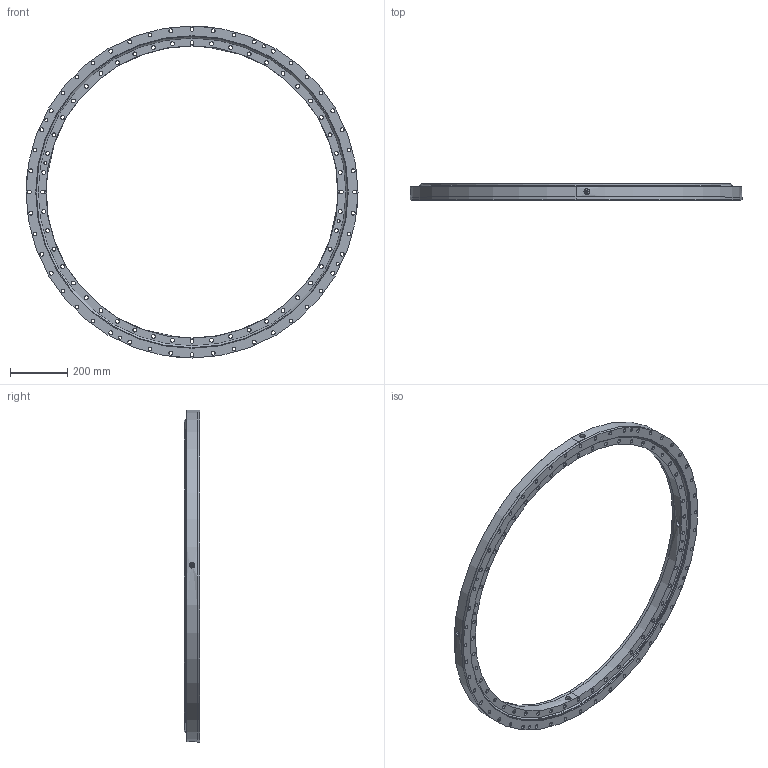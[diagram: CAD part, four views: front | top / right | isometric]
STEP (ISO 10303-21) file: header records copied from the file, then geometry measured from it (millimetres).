
FILE_DESCRIPTION (( 'STEP AP203' ), '1' );
FILE_NAME ('88-1094-00.STEP', '2017-12-29T07:53:25', ( 'defontaine' ), ( 'Hewlett-Packard Company' ), 'SwSTEP 2.0', 'SolidWorks 2016', '' );
FILE_SCHEMA (( 'CONFIG_CONTROL_DESIGN' ));
Length unit declared in the file: millimetre
Products named in the file (1): 88-1094-00
Bounding box: 1164 x 56 x 1164 mm (x, y, z)
Volume: 9464567.1 mm3; surface area: 1603233.1 mm2
Topology: 13 solids, 13 shells, 511 faces, 1286 edges, 831 vertices
Faces by surface type: cylinder 278, plane 104, cone 64, torus 49, sphere 16
Entity records: 17393 total; most frequent: CARTESIAN_POINT 4037, DIRECTION 2982, ORIENTED_EDGE 2572, EDGE_CURVE 1286, AXIS2_PLACEMENT_3D 1248, VERTEX_POINT 831, EDGE_LOOP 769, CIRCLE 736
